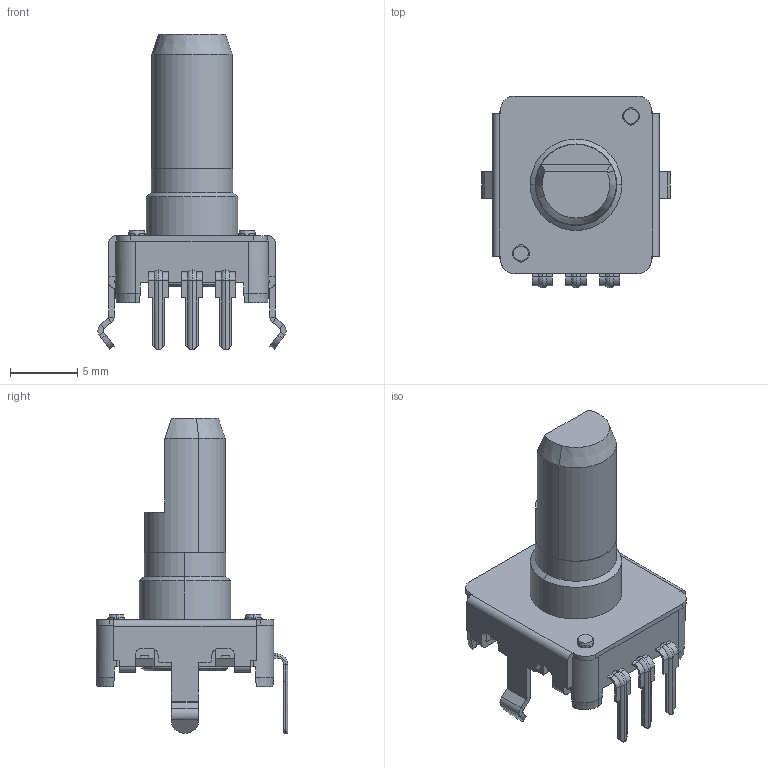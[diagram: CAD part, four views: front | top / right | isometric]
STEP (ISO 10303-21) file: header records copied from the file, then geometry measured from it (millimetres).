
FILE_DESCRIPTION(('STEP AP242'),'1');
FILE_NAME('ec12e24204a8.stp','2022-01-20T19:36:38',('TraceParts'),('TraceParts S.A.'),'Spatial InterOp 3D',' ',' ');
FILE_SCHEMA(('AP242_MANAGED_MODEL_BASED_3D_ENGINEERING_MIM_LF {1 0 10303 442 1 1 4}'));
Length unit declared in the file: millimetre
Products named in the file (1): ec12e24204a8
Bounding box: 14 x 14.25 x 23.5 mm (x, y, z)
Volume: 781.6 mm3; surface area: 1145.6 mm2
Topology: 1 solids, 1 shells, 476 faces, 1210 edges, 739 vertices
Faces by surface type: plane 308, cylinder 130, torus 19, cone 19
Entity records: 18064 total; most frequent: CARTESIAN_POINT 2740, ORIENTED_EDGE 2420, DIRECTION 2397, EDGE_CURVE 1210, LINE 885, VECTOR 885, AXIS2_PLACEMENT_3D 756, VERTEX_POINT 739
